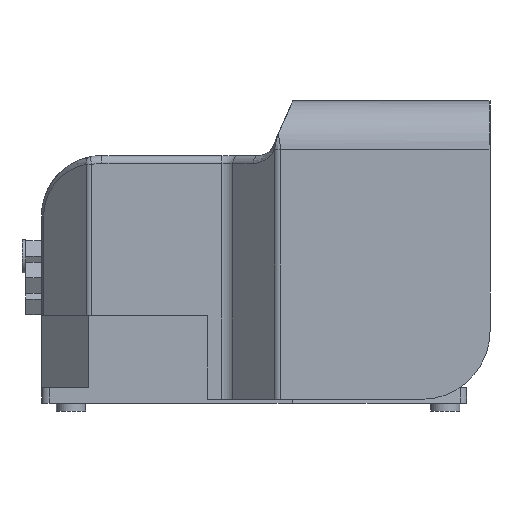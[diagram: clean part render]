
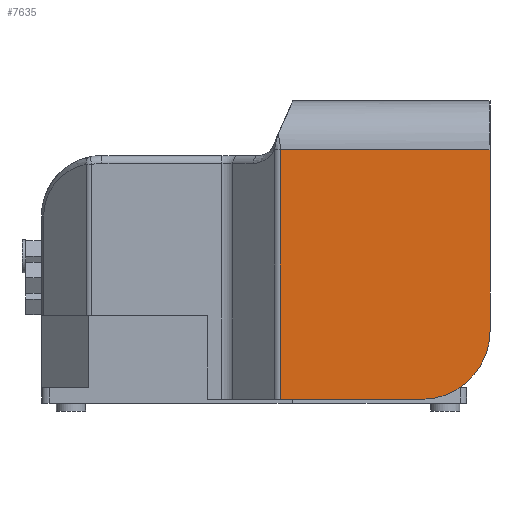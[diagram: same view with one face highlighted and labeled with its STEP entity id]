
A CAD part, front view. The second image highlights one B-rep face of the part: STEP entity #7635.
In plain terms, the highlighted planar face has unit normal (0, -1, 0).
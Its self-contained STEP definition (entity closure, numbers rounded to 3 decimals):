
#5191=CARTESIAN_POINT('',(80.0,-76.5,0.0));
#5192=VERTEX_POINT('',#5191);
#5199=CARTESIAN_POINT('',(7.446,-76.5,0.0));
#5200=VERTEX_POINT('',#5199);
#5201=CARTESIAN_POINT('',(7.446,-76.5,0.0));
#5202=DIRECTION('',(1.0,0.0,0.0));
#5203=VECTOR('',#5202,72.554);
#5204=LINE('',#5201,#5203);
#5205=EDGE_CURVE('',#5200,#5192,#5204,.T.);
#6472=CARTESIAN_POINT('',(115.0,-76.5,128.0));
#6473=VERTEX_POINT('',#6472);
#6481=CARTESIAN_POINT('',(115.0,-76.5,35.0));
#6482=VERTEX_POINT('',#6481);
#6483=CARTESIAN_POINT('',(115.0,-76.5,35.0));
#6484=DIRECTION('',(0.0,0.0,1.0));
#6485=VECTOR('',#6484,93.0);
#6486=LINE('',#6483,#6485);
#6487=EDGE_CURVE('',#6482,#6473,#6486,.T.);
#7453=CARTESIAN_POINT('',(7.446,-76.5,128.0));
#7454=VERTEX_POINT('',#7453);
#7486=CARTESIAN_POINT('',(7.446,-76.5,0.0));
#7487=DIRECTION('',(0.0,0.0,1.0));
#7488=VECTOR('',#7487,128.0);
#7489=LINE('',#7486,#7488);
#7490=EDGE_CURVE('',#5200,#7454,#7489,.T.);
#7563=CARTESIAN_POINT('',(80.0,-76.5,35.0));
#7564=DIRECTION('',(0.0,1.,0.0));
#7565=DIRECTION('',(0.707,0.0,-0.707));
#7566=AXIS2_PLACEMENT_3D('',#7563,#7564,#7565);
#7567=CIRCLE('',#7566,35.0);
#7568=EDGE_CURVE('',#6482,#5192,#7567,.T.);
#7610=CARTESIAN_POINT('',(7.446,-76.5,128.0));
#7611=DIRECTION('',(1.0,0.0,0.0));
#7612=VECTOR('',#7611,107.554);
#7613=LINE('',#7610,#7612);
#7614=EDGE_CURVE('',#7454,#6473,#7613,.T.);
#7623=CARTESIAN_POINT('',(115.0,-76.5,0.0));
#7624=DIRECTION('',(0.0,-1.0,0.0));
#7625=DIRECTION('',(0.0,0.0,-1.0));
#7626=AXIS2_PLACEMENT_3D('',#7623,#7624,#7625);
#7627=PLANE('',#7626);
#7628=ORIENTED_EDGE('',*,*,#7490,.F.);
#7629=ORIENTED_EDGE('',*,*,#5205,.T.);
#7630=ORIENTED_EDGE('',*,*,#7568,.F.);
#7631=ORIENTED_EDGE('',*,*,#6487,.T.);
#7632=ORIENTED_EDGE('',*,*,#7614,.F.);
#7633=EDGE_LOOP('',(#7628,#7629,#7630,#7631,#7632));
#7634=FACE_OUTER_BOUND('',#7633,.T.);
#7635=ADVANCED_FACE('',(#7634),#7627,.T.);
